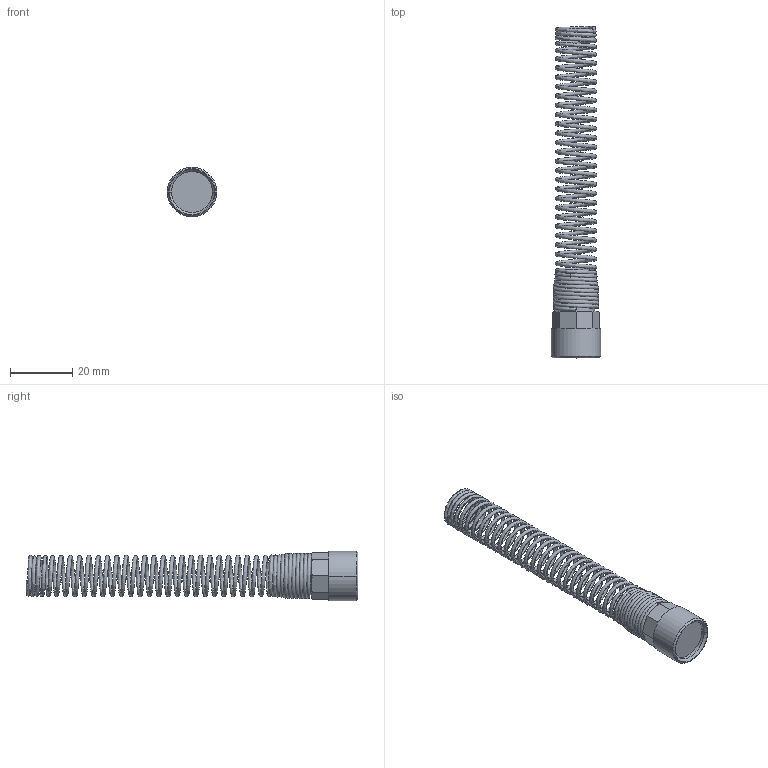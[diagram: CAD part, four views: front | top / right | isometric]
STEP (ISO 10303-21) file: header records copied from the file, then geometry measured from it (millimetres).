
FILE_DESCRIPTION (( 'STEP AP214' ), '1' );
FILE_NAME ('0171000003.step', '2012-09-28T13:28:09', ( '' ), ( '' ), 'SwSTEP 2.0', 'SolidWorks 2012', '' );
FILE_SCHEMA (( 'AUTOMOTIVE_DESIGN' ));
Length unit declared in the file: millimetre
Products named in the file (1): 0171000003
Bounding box: 16 x 107 x 16 mm (x, y, z)
Volume: 5150.3 mm3; surface area: 7386.8 mm2
Topology: 2 solids, 2 shells, 58 faces, 130 edges, 81 vertices
Faces by surface type: cone 18, plane 17, cylinder 17, bspline 6
Entity records: 21741 total; most frequent: CARTESIAN_POINT 19878, ORIENTED_EDGE 260, DIRECTION 220, EDGE_CURVE 130, AXIS2_PLACEMENT_3D 89, VERTEX_POINT 81, EDGE_LOOP 63, UNCERTAINTY_MEASURE_WITH_UNIT 62
